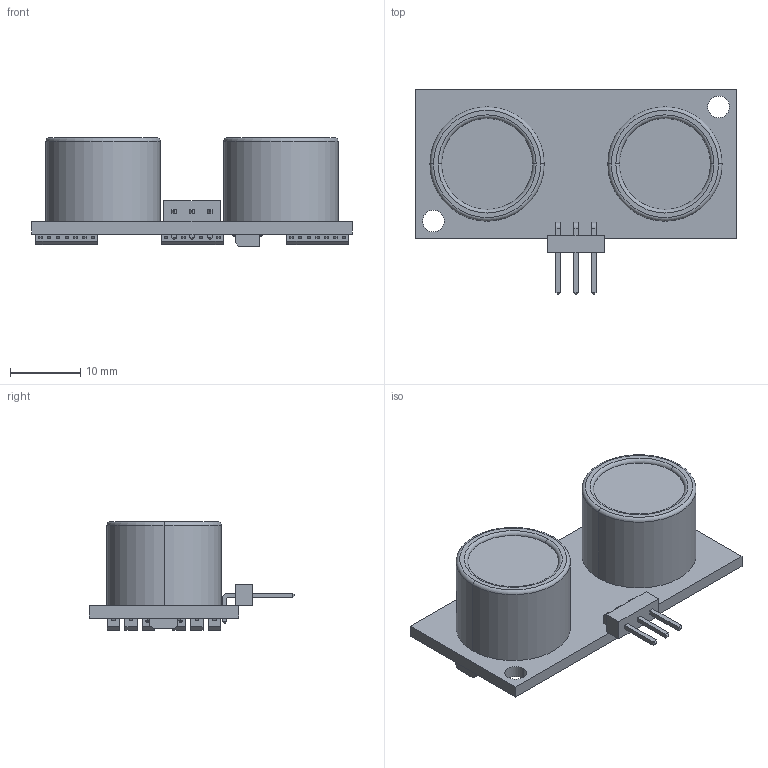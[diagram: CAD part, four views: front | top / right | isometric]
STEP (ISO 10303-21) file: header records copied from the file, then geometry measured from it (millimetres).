
FILE_DESCRIPTION((''),'2;1');
FILE_NAME('Parallax Ping Sensor.stp','2008-01-02T16:53:21',('Owner'),(''),'Autodesk Inventor (R) 6.0','Autodesk Inventor (R) 6.0','');
FILE_SCHEMA(('AUTOMOTIVE_DESIGN { 1 0 10303 214 1 1 1 1 }'));
Length unit declared in the file: inch
Products named in the file (6): Parallax Ping Sensor; Parallax Ping PCB; Parallax Ping Transducer; Cap1 SMT; 14 Pin SMT; 3 Pin Header 90 Degree
Assembly tree (13 placements, depth 2):
  Parallax Ping Sensor
    Parallax Ping PCB
    Parallax Ping Transducer  x2
    Cap1 SMT  x6
    14 Pin SMT  x3
    3 Pin Header 90 Degree
Bounding box: 45.7 x 29.3 x 15.5 mm (x, y, z)
Volume: 6835 mm3; surface area: 5010.8 mm2
Topology: 13 solids, 13 shells, 880 faces, 2348 edges, 1556 vertices
Faces by surface type: plane 391, bspline 363, cylinder 118, torus 8
Entity records: 10338 total; most frequent: CARTESIAN_POINT 2532, ORIENTED_EDGE 1646, DIRECTION 1435, EDGE_CURVE 823, VECTOR 661, LINE 661, VERTEX_POINT 540, AXIS2_PLACEMENT_3D 387
